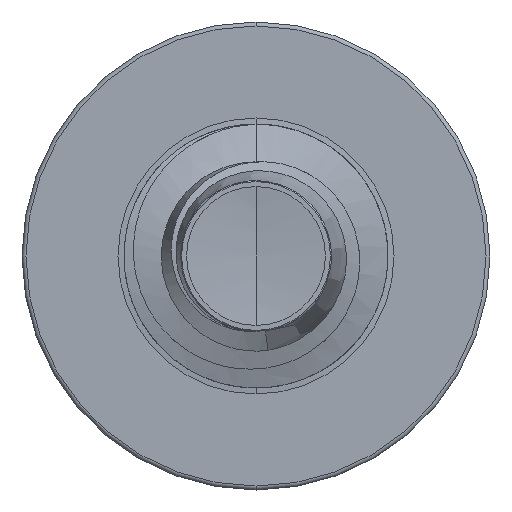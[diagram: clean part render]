
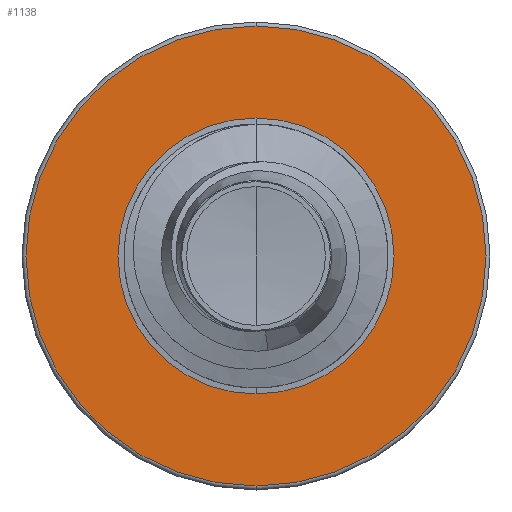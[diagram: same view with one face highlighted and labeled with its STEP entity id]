
A CAD part, front view. The second image highlights one B-rep face of the part: STEP entity #1138.
In plain terms, the highlighted planar face has unit normal (0, -1, 0).
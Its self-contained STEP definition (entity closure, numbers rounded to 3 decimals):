
#498 = DIRECTION ( 'NONE',  ( 0., 0., 1. ) ) ;
#518 = DIRECTION ( 'NONE',  ( 0., 1., 0. ) ) ;
#523 = CARTESIAN_POINT ( 'NONE',  ( 0., 3.5, 0. ) ) ;
#1025 = ORIENTED_EDGE ( 'NONE', *, *, #10484, .F. ) ;
#1138 = ADVANCED_FACE ( 'NONE', ( #5826, #9977 ), #9878, .F. ) ;
#1515 = AXIS2_PLACEMENT_3D ( 'NONE', #5899, #5888, #5883 ) ;
#2407 = ORIENTED_EDGE ( 'NONE', *, *, #9988, .T. ) ;
#2481 = VERTEX_POINT ( 'NONE', #10147 ) ;
#3451 = DIRECTION ( 'NONE',  ( 0., 0., 1. ) ) ;
#3469 = DIRECTION ( 'NONE',  ( 0., 1., 0. ) ) ;
#3478 = CARTESIAN_POINT ( 'NONE',  ( 0., 3.5, 0. ) ) ;
#3733 = VERTEX_POINT ( 'NONE', #7901 ) ;
#4153 = CARTESIAN_POINT ( 'NONE',  ( 0., 3.5, -1.15 ) ) ;
#5007 = AXIS2_PLACEMENT_3D ( 'NONE', #5265, #5255, #5251 ) ;
#5251 = DIRECTION ( 'NONE',  ( 0., 0., 1. ) ) ;
#5255 = DIRECTION ( 'NONE',  ( 0., 1., 0. ) ) ;
#5265 = CARTESIAN_POINT ( 'NONE',  ( 0., 3.5, 0. ) ) ;
#5826 = FACE_OUTER_BOUND ( 'NONE', #7261, .T. ) ;
#5883 = DIRECTION ( 'NONE',  ( 0., 0., 1. ) ) ;
#5888 = DIRECTION ( 'NONE',  ( 0., 1., 0. ) ) ;
#5899 = CARTESIAN_POINT ( 'NONE',  ( 0., 3.5, 0. ) ) ;
#6732 = CIRCLE ( 'NONE', #1515, 1.917 ) ;
#7026 = AXIS2_PLACEMENT_3D ( 'NONE', #8003, #11055, #11052 ) ;
#7261 = EDGE_LOOP ( 'NONE', ( #11584, #1025 ) ) ;
#7676 = EDGE_LOOP ( 'NONE', ( #10306, #2407 ) ) ;
#7901 = CARTESIAN_POINT ( 'NONE',  ( 0., 3.5, -1.917 ) ) ;
#8003 = CARTESIAN_POINT ( 'NONE',  ( 0., 3.5, -1.15 ) ) ;
#8224 = CIRCLE ( 'NONE', #9297, 1.15 ) ;
#8311 = VERTEX_POINT ( 'NONE', #11784 ) ;
#8705 = CIRCLE ( 'NONE', #5007, 1.917 ) ;
#8711 = CIRCLE ( 'NONE', #10629, 1.15 ) ;
#9297 = AXIS2_PLACEMENT_3D ( 'NONE', #523, #518, #498 ) ;
#9878 = PLANE ( 'NONE',  #7026 ) ;
#9977 = FACE_BOUND ( 'NONE', #7676, .T. ) ;
#9988 = EDGE_CURVE ( 'NONE', #10244, #8311, #8711, .T. ) ;
#10147 = CARTESIAN_POINT ( 'NONE',  ( 0., 3.5, 1.917 ) ) ;
#10244 = VERTEX_POINT ( 'NONE', #4153 ) ;
#10306 = ORIENTED_EDGE ( 'NONE', *, *, #10529, .T. ) ;
#10456 = EDGE_CURVE ( 'NONE', #2481, #3733, #6732, .T. ) ;
#10484 = EDGE_CURVE ( 'NONE', #3733, #2481, #8705, .T. ) ;
#10529 = EDGE_CURVE ( 'NONE', #8311, #10244, #8224, .T. ) ;
#10629 = AXIS2_PLACEMENT_3D ( 'NONE', #3478, #3469, #3451 ) ;
#11052 = DIRECTION ( 'NONE',  ( 0., 0., 1. ) ) ;
#11055 = DIRECTION ( 'NONE',  ( 0., 1., 0. ) ) ;
#11584 = ORIENTED_EDGE ( 'NONE', *, *, #10456, .F. ) ;
#11784 = CARTESIAN_POINT ( 'NONE',  ( 0., 3.5, 1.15 ) ) ;
